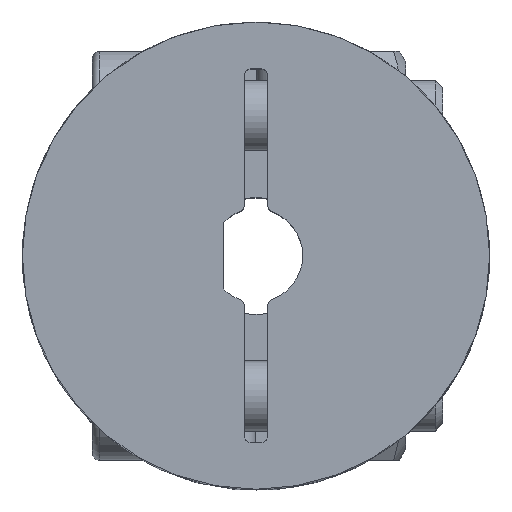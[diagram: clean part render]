
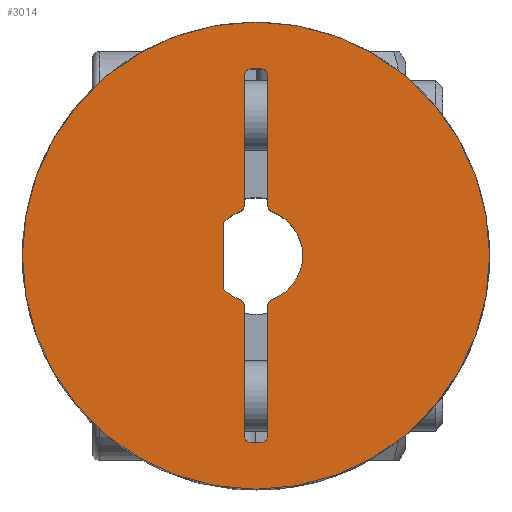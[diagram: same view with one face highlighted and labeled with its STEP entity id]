
A CAD part, top view. The second image highlights one B-rep face of the part: STEP entity #3014.
In plain terms, the highlighted planar face has unit normal (0, 0, 1).
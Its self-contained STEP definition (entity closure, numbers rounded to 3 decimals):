
#114=FACE_BOUND('',#686,.T.);
#163=PLANE('',#3428);
#246=CIRCLE('',#3291,0.3);
#249=CIRCLE('',#3296,0.3);
#251=CIRCLE('',#3300,0.3);
#254=CIRCLE('',#3305,0.3);
#257=CIRCLE('',#3310,0.3);
#259=CIRCLE('',#3313,2.);
#273=CIRCLE('',#3329,0.3);
#274=CIRCLE('',#3331,2.);
#275=CIRCLE('',#3333,0.3);
#276=CIRCLE('',#3335,0.3);
#277=CIRCLE('',#3337,2.);
#308=CIRCLE('',#3426,10.);
#309=CIRCLE('',#3427,10.);
#498=FACE_OUTER_BOUND('',#685,.T.);
#685=EDGE_LOOP('',(#2430,#2431));
#686=EDGE_LOOP('',(#2432,#2433,#2434,#2435,#2436,#2437,#2438,#2439,#2440,
#2441,#2442,#2443,#2444,#2445,#2446,#2447,#2448,#2449));
#803=LINE('',#5030,#1002);
#810=LINE('',#5047,#1009);
#814=LINE('',#5062,#1013);
#821=LINE('',#5079,#1020);
#891=LINE('',#5482,#1090);
#892=LINE('',#5484,#1091);
#893=LINE('',#5486,#1092);
#1002=VECTOR('',#3759,10.);
#1009=VECTOR('',#3774,10.);
#1013=VECTOR('',#3788,10.);
#1020=VECTOR('',#3803,10.);
#1090=VECTOR('',#4103,10.);
#1091=VECTOR('',#4106,10.);
#1092=VECTOR('',#4109,10.);
#1257=VERTEX_POINT('',#5017);
#1258=VERTEX_POINT('',#5018);
#1262=VERTEX_POINT('',#5029);
#1264=VERTEX_POINT('',#5035);
#1265=VERTEX_POINT('',#5036);
#1269=VERTEX_POINT('',#5049);
#1270=VERTEX_POINT('',#5050);
#1274=VERTEX_POINT('',#5061);
#1276=VERTEX_POINT('',#5067);
#1277=VERTEX_POINT('',#5068);
#1283=VERTEX_POINT('',#5084);
#1284=VERTEX_POINT('',#5086);
#1286=VERTEX_POINT('',#5092);
#1304=VERTEX_POINT('',#5134);
#1305=VERTEX_POINT('',#5138);
#1306=VERTEX_POINT('',#5142);
#1307=VERTEX_POINT('',#5146);
#1308=VERTEX_POINT('',#5150);
#1363=VERTEX_POINT('',#5488);
#1364=VERTEX_POINT('',#5489);
#1578=EDGE_CURVE('',#1257,#1258,#246,.T.);
#1584=EDGE_CURVE('',#1262,#1258,#803,.T.);
#1587=EDGE_CURVE('',#1264,#1265,#249,.T.);
#1593=EDGE_CURVE('',#1257,#1265,#810,.T.);
#1594=EDGE_CURVE('',#1269,#1270,#251,.T.);
#1600=EDGE_CURVE('',#1274,#1270,#814,.T.);
#1603=EDGE_CURVE('',#1276,#1277,#254,.T.);
#1609=EDGE_CURVE('',#1269,#1277,#821,.T.);
#1612=EDGE_CURVE('',#1283,#1284,#257,.T.);
#1616=EDGE_CURVE('',#1283,#1286,#259,.T.);
#1637=EDGE_CURVE('',#1274,#1304,#273,.T.);
#1639=EDGE_CURVE('',#1305,#1304,#274,.T.);
#1641=EDGE_CURVE('',#1305,#1306,#275,.T.);
#1643=EDGE_CURVE('',#1262,#1307,#276,.T.);
#1645=EDGE_CURVE('',#1308,#1307,#277,.T.);
#1745=EDGE_CURVE('',#1264,#1306,#891,.T.);
#1746=EDGE_CURVE('',#1276,#1284,#892,.T.);
#1747=EDGE_CURVE('',#1286,#1308,#893,.T.);
#1748=EDGE_CURVE('',#1363,#1364,#308,.T.);
#1749=EDGE_CURVE('',#1364,#1363,#309,.T.);
#2430=ORIENTED_EDGE('',*,*,#1748,.T.);
#2431=ORIENTED_EDGE('',*,*,#1749,.T.);
#2432=ORIENTED_EDGE('',*,*,#1612,.F.);
#2433=ORIENTED_EDGE('',*,*,#1616,.T.);
#2434=ORIENTED_EDGE('',*,*,#1747,.T.);
#2435=ORIENTED_EDGE('',*,*,#1645,.T.);
#2436=ORIENTED_EDGE('',*,*,#1643,.F.);
#2437=ORIENTED_EDGE('',*,*,#1584,.T.);
#2438=ORIENTED_EDGE('',*,*,#1578,.F.);
#2439=ORIENTED_EDGE('',*,*,#1593,.T.);
#2440=ORIENTED_EDGE('',*,*,#1587,.F.);
#2441=ORIENTED_EDGE('',*,*,#1745,.T.);
#2442=ORIENTED_EDGE('',*,*,#1641,.F.);
#2443=ORIENTED_EDGE('',*,*,#1639,.T.);
#2444=ORIENTED_EDGE('',*,*,#1637,.F.);
#2445=ORIENTED_EDGE('',*,*,#1600,.T.);
#2446=ORIENTED_EDGE('',*,*,#1594,.F.);
#2447=ORIENTED_EDGE('',*,*,#1609,.T.);
#2448=ORIENTED_EDGE('',*,*,#1603,.F.);
#2449=ORIENTED_EDGE('',*,*,#1746,.T.);
#3014=ADVANCED_FACE('',(#498,#114),#163,.T.);
#3291=AXIS2_PLACEMENT_3D('',#5019,#3748,#3749);
#3296=AXIS2_PLACEMENT_3D('',#5037,#3764,#3765);
#3300=AXIS2_PLACEMENT_3D('',#5051,#3777,#3778);
#3305=AXIS2_PLACEMENT_3D('',#5069,#3793,#3794);
#3310=AXIS2_PLACEMENT_3D('',#5087,#3809,#3810);
#3313=AXIS2_PLACEMENT_3D('',#5094,#3817,#3818);
#3329=AXIS2_PLACEMENT_3D('',#5135,#3856,#3857);
#3331=AXIS2_PLACEMENT_3D('',#5139,#3861,#3862);
#3333=AXIS2_PLACEMENT_3D('',#5143,#3866,#3867);
#3335=AXIS2_PLACEMENT_3D('',#5147,#3871,#3872);
#3337=AXIS2_PLACEMENT_3D('',#5151,#3876,#3877);
#3426=AXIS2_PLACEMENT_3D('',#5490,#4112,#4113);
#3427=AXIS2_PLACEMENT_3D('',#5491,#4114,#4115);
#3428=AXIS2_PLACEMENT_3D('',#5493,#4117,#4118);
#3748=DIRECTION('center_axis',(0.,0.,1.));
#3749=DIRECTION('ref_axis',(0.707,-0.707,0.));
#3759=DIRECTION('',(0.,-1.,0.));
#3764=DIRECTION('center_axis',(0.,0.,1.));
#3765=DIRECTION('ref_axis',(-0.707,-0.707,0.));
#3774=DIRECTION('',(-1.,0.,0.));
#3777=DIRECTION('center_axis',(0.,0.,1.));
#3778=DIRECTION('ref_axis',(-0.707,0.707,0.));
#3788=DIRECTION('',(0.,1.,0.));
#3793=DIRECTION('center_axis',(0.,0.,1.));
#3794=DIRECTION('ref_axis',(0.707,0.707,0.));
#3803=DIRECTION('',(1.,0.,0.));
#3809=DIRECTION('center_axis',(0.,0.,-1.));
#3810=DIRECTION('ref_axis',(-0.821,-0.571,0.));
#3817=DIRECTION('center_axis',(0.,0.,-1.));
#3818=DIRECTION('ref_axis',(0.7,0.714,0.));
#3856=DIRECTION('center_axis',(0.,0.,-1.));
#3857=DIRECTION('ref_axis',(0.821,-0.571,0.));
#3861=DIRECTION('center_axis',(0.,0.,-1.));
#3862=DIRECTION('ref_axis',(0.7,0.714,0.));
#3866=DIRECTION('center_axis',(0.,0.,-1.));
#3867=DIRECTION('ref_axis',(0.821,0.571,0.));
#3871=DIRECTION('center_axis',(0.,0.,-1.));
#3872=DIRECTION('ref_axis',(-0.821,0.571,0.));
#3876=DIRECTION('center_axis',(0.,0.,-1.));
#3877=DIRECTION('ref_axis',(0.7,0.714,0.));
#4103=DIRECTION('',(0.,1.,0.));
#4106=DIRECTION('',(0.,-1.,0.));
#4109=DIRECTION('',(0.,-1.,0.));
#4112=DIRECTION('center_axis',(0.,0.,1.));
#4113=DIRECTION('ref_axis',(1.,0.,0.));
#4114=DIRECTION('center_axis',(0.,0.,1.));
#4115=DIRECTION('ref_axis',(1.,0.,0.));
#4117=DIRECTION('center_axis',(0.,0.,1.));
#4118=DIRECTION('ref_axis',(1.,0.,0.));
#5017=CARTESIAN_POINT('',(0.2,-8.,21.));
#5018=CARTESIAN_POINT('',(0.5,-7.7,21.));
#5019=CARTESIAN_POINT('Origin',(0.2,-7.7,21.));
#5029=CARTESIAN_POINT('',(0.5,-2.156,21.));
#5030=CARTESIAN_POINT('',(0.5,4.,21.));
#5035=CARTESIAN_POINT('',(-0.5,-7.7,21.));
#5036=CARTESIAN_POINT('',(-0.2,-8.,21.));
#5037=CARTESIAN_POINT('Origin',(-0.2,-7.7,21.));
#5047=CARTESIAN_POINT('',(0.25,-8.,21.));
#5049=CARTESIAN_POINT('',(-0.2,8.,21.));
#5050=CARTESIAN_POINT('',(-0.5,7.7,21.));
#5051=CARTESIAN_POINT('Origin',(-0.2,7.7,21.));
#5061=CARTESIAN_POINT('',(-0.5,2.156,21.));
#5062=CARTESIAN_POINT('',(-0.5,-4.,21.));
#5067=CARTESIAN_POINT('',(0.5,7.7,21.));
#5068=CARTESIAN_POINT('',(0.2,8.,21.));
#5069=CARTESIAN_POINT('Origin',(0.2,7.7,21.));
#5079=CARTESIAN_POINT('',(-0.25,8.,21.));
#5084=CARTESIAN_POINT('',(0.696,1.875,21.));
#5086=CARTESIAN_POINT('',(0.5,2.156,21.));
#5087=CARTESIAN_POINT('Origin',(0.8,2.156,21.));
#5092=CARTESIAN_POINT('',(1.4,1.428,21.));
#5094=CARTESIAN_POINT('Origin',(0.,0.,21.));
#5134=CARTESIAN_POINT('',(-0.696,1.875,21.));
#5135=CARTESIAN_POINT('Origin',(-0.8,2.156,21.));
#5138=CARTESIAN_POINT('',(-0.696,-1.875,21.));
#5139=CARTESIAN_POINT('Origin',(0.,0.,21.));
#5142=CARTESIAN_POINT('',(-0.5,-2.156,21.));
#5143=CARTESIAN_POINT('Origin',(-0.8,-2.156,21.));
#5146=CARTESIAN_POINT('',(0.696,-1.875,21.));
#5147=CARTESIAN_POINT('Origin',(0.8,-2.156,21.));
#5150=CARTESIAN_POINT('',(1.4,-1.428,21.));
#5151=CARTESIAN_POINT('Origin',(0.,0.,21.));
#5482=CARTESIAN_POINT('',(-0.5,-4.,21.));
#5484=CARTESIAN_POINT('',(0.5,4.,21.));
#5486=CARTESIAN_POINT('',(1.4,0.714,21.));
#5488=CARTESIAN_POINT('',(10.,0.,21.));
#5489=CARTESIAN_POINT('',(-10.,0.,21.));
#5490=CARTESIAN_POINT('Origin',(0.,0.,21.));
#5491=CARTESIAN_POINT('Origin',(0.,0.,21.));
#5493=CARTESIAN_POINT('Origin',(0.,0.,21.));
